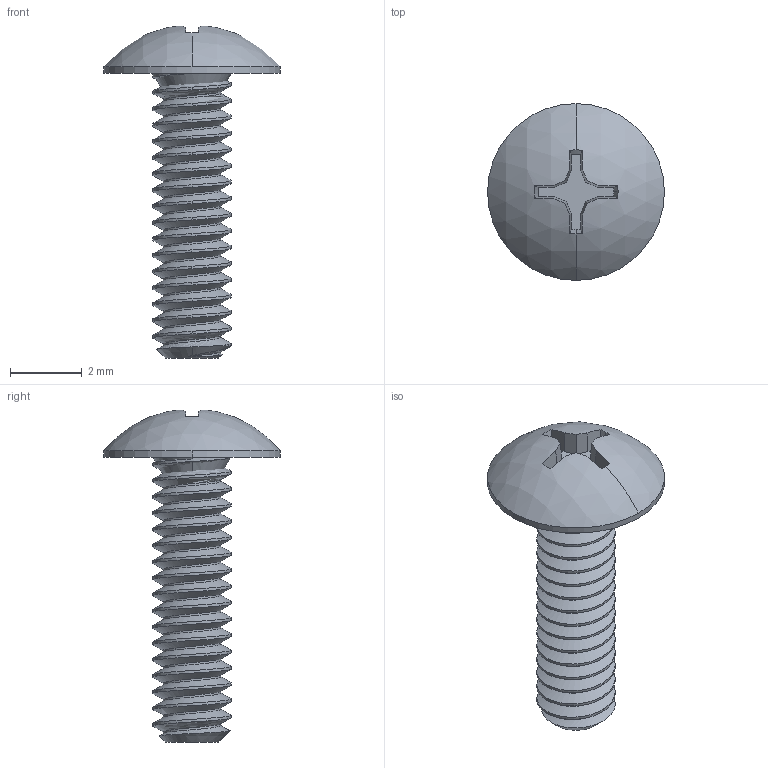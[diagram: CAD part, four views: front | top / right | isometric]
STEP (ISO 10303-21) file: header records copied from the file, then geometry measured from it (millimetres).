
FILE_DESCRIPTION (( 'STEP AP203' ), '1' );
FILE_NAME ('91770A073_Extra-Wide Truss Head Phillips Screws.STEP', '2022-03-22T18:10:41', ( 'Administrator' ), ( 'Managed by Terraform' ), 'SwSTEP 2.0', 'SolidWorks 2017', '' );
FILE_SCHEMA (( 'CONFIG_CONTROL_DESIGN' ));
Length unit declared in the file: inch
Products named in the file (1): 91770A073_Extra-Wide Truss Head Phillips Screws
Bounding box: 4.93 x 4.93 x 9.25 mm (x, y, z)
Volume: 41.2 mm3; surface area: 151.1 mm2
Topology: 3 solids, 3 shells, 77 faces, 213 edges, 140 vertices
Faces by surface type: cylinder 37, plane 22, cone 13, bspline 3, sphere 2
Entity records: 4651 total; most frequent: CARTESIAN_POINT 2833, ORIENTED_EDGE 422, DIRECTION 317, EDGE_CURVE 211, VERTEX_POINT 140, AXIS2_PLACEMENT_3D 121, ADVANCED_FACE 77, EDGE_LOOP 77
